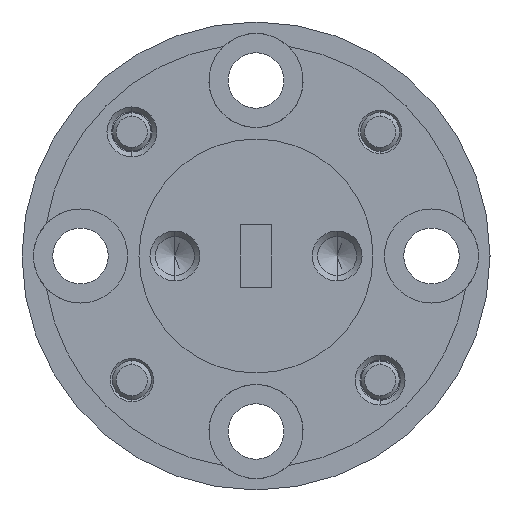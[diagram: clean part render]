
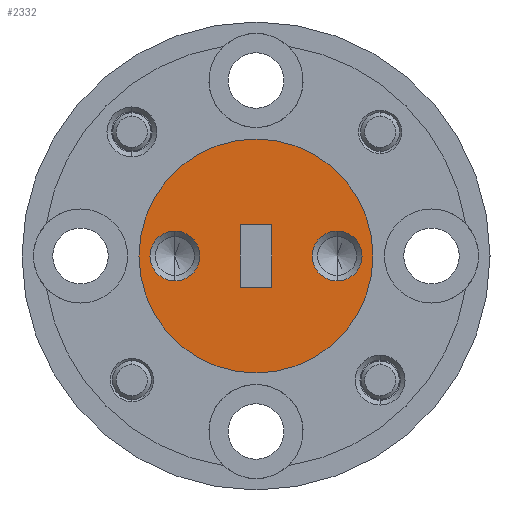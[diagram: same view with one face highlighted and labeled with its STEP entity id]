
A CAD part, left-side view. The second image highlights one B-rep face of the part: STEP entity #2332.
In plain terms, the highlighted planar face has unit normal (-1, 0, 0).
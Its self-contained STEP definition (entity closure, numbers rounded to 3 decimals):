
#23 = EDGE_CURVE ( 'NONE', #2758, #2415, #3707, .T. ) ;
#35 = CARTESIAN_POINT ( 'NONE',  ( 0., 0., 4.763 ) ) ;
#95 = DIRECTION ( 'NONE',  ( -1., 0., 0. ) ) ;
#135 = CIRCLE ( 'NONE', #2873, 4.763 ) ;
#155 = AXIS2_PLACEMENT_3D ( 'NONE', #895, #95, #2031 ) ;
#199 = AXIS2_PLACEMENT_3D ( 'NONE', #803, #3856, #3931 ) ;
#213 = DIRECTION ( 'NONE',  ( 0., 0., 1. ) ) ;
#235 = CARTESIAN_POINT ( 'NONE',  ( 0., -0.635, 1.27 ) ) ;
#255 = CARTESIAN_POINT ( 'NONE',  ( 0., 0.635, 1.27 ) ) ;
#312 = AXIS2_PLACEMENT_3D ( 'NONE', #3628, #4003, #551 ) ;
#337 = CARTESIAN_POINT ( 'NONE',  ( 0., 0., 0. ) ) ;
#363 = VERTEX_POINT ( 'NONE', #35 ) ;
#451 = EDGE_CURVE ( 'NONE', #2415, #1266, #3532, .T. ) ;
#521 = EDGE_CURVE ( 'NONE', #1119, #3965, #1804, .T. ) ;
#537 = CIRCLE ( 'NONE', #621, 1.016 ) ;
#551 = DIRECTION ( 'NONE',  ( 0., 0., 1. ) ) ;
#621 = AXIS2_PLACEMENT_3D ( 'NONE', #3548, #2745, #2339 ) ;
#679 = AXIS2_PLACEMENT_3D ( 'NONE', #2878, #2904, #213 ) ;
#778 = PLANE ( 'NONE',  #199 ) ;
#803 = CARTESIAN_POINT ( 'NONE',  ( 0., 0., 0. ) ) ;
#809 = ORIENTED_EDGE ( 'NONE', *, *, #1783, .F. ) ;
#832 = VERTEX_POINT ( 'NONE', #4025 ) ;
#895 = CARTESIAN_POINT ( 'NONE',  ( 0., 3.302, 0. ) ) ;
#1086 = DIRECTION ( 'NONE',  ( -1., 0., 0. ) ) ;
#1109 = LINE ( 'NONE', #235, #2102 ) ;
#1119 = VERTEX_POINT ( 'NONE', #2967 ) ;
#1142 = ORIENTED_EDGE ( 'NONE', *, *, #2519, .F. ) ;
#1143 = ORIENTED_EDGE ( 'NONE', *, *, #521, .F. ) ;
#1266 = VERTEX_POINT ( 'NONE', #3984 ) ;
#1341 = DIRECTION ( 'NONE',  ( 0., 0., 1. ) ) ;
#1352 = CIRCLE ( 'NONE', #312, 4.763 ) ;
#1421 = VERTEX_POINT ( 'NONE', #3686 ) ;
#1531 = EDGE_CURVE ( 'NONE', #1421, #4269, #3916, .T. ) ;
#1583 = EDGE_CURVE ( 'NONE', #4611, #363, #135, .T. ) ;
#1616 = FACE_BOUND ( 'NONE', #4443, .T. ) ;
#1690 = DIRECTION ( 'NONE',  ( 0., 0., 1. ) ) ;
#1752 = ORIENTED_EDGE ( 'NONE', *, *, #1583, .T. ) ;
#1783 = EDGE_CURVE ( 'NONE', #3965, #1119, #537, .T. ) ;
#1804 = CIRCLE ( 'NONE', #679, 1.016 ) ;
#1818 = DIRECTION ( 'NONE',  ( 0., 0., 1. ) ) ;
#1852 = EDGE_LOOP ( 'NONE', ( #1142, #2340, #3749, #4806 ) ) ;
#2031 = DIRECTION ( 'NONE',  ( 0., 0., 1. ) ) ;
#2102 = VECTOR ( 'NONE', #4457, 1000. ) ;
#2137 = CARTESIAN_POINT ( 'NONE',  ( 0., -0.635, 1.27 ) ) ;
#2180 = EDGE_LOOP ( 'NONE', ( #809, #1143 ) ) ;
#2322 = CIRCLE ( 'NONE', #155, 1.016 ) ;
#2332 = ADVANCED_FACE ( 'NONE', ( #1616, #4234, #4329, #2747 ), #778, .F. ) ;
#2339 = DIRECTION ( 'NONE',  ( 0., 0., 1. ) ) ;
#2340 = ORIENTED_EDGE ( 'NONE', *, *, #451, .F. ) ;
#2415 = VERTEX_POINT ( 'NONE', #3250 ) ;
#2519 = EDGE_CURVE ( 'NONE', #1266, #832, #2820, .T. ) ;
#2523 = DIRECTION ( 'NONE',  ( -1., 0., 0. ) ) ;
#2745 = DIRECTION ( 'NONE',  ( -1., 0., 0. ) ) ;
#2747 = FACE_OUTER_BOUND ( 'NONE', #3451, .T. ) ;
#2758 = VERTEX_POINT ( 'NONE', #3069 ) ;
#2820 = LINE ( 'NONE', #2137, #4062 ) ;
#2873 = AXIS2_PLACEMENT_3D ( 'NONE', #337, #1086, #1818 ) ;
#2878 = CARTESIAN_POINT ( 'NONE',  ( 0., -3.302, 0. ) ) ;
#2904 = DIRECTION ( 'NONE',  ( -1., 0., 0. ) ) ;
#2967 = CARTESIAN_POINT ( 'NONE',  ( 0., -3.302, -1.016 ) ) ;
#2985 = ORIENTED_EDGE ( 'NONE', *, *, #3202, .F. ) ;
#3069 = CARTESIAN_POINT ( 'NONE',  ( 0., 0.635, 1.27 ) ) ;
#3134 = DIRECTION ( 'NONE',  ( 0., -1., 0. ) ) ;
#3202 = EDGE_CURVE ( 'NONE', #4269, #1421, #2322, .T. ) ;
#3230 = EDGE_CURVE ( 'NONE', #363, #4611, #1352, .T. ) ;
#3250 = CARTESIAN_POINT ( 'NONE',  ( 0., 0.635, -1.27 ) ) ;
#3302 = DIRECTION ( 'NONE',  ( 0., 0., -1. ) ) ;
#3451 = EDGE_LOOP ( 'NONE', ( #4733, #1752 ) ) ;
#3532 = LINE ( 'NONE', #3556, #4469 ) ;
#3548 = CARTESIAN_POINT ( 'NONE',  ( 0., -3.302, 0. ) ) ;
#3556 = CARTESIAN_POINT ( 'NONE',  ( 0., -0.635, -1.27 ) ) ;
#3628 = CARTESIAN_POINT ( 'NONE',  ( 0., 0., 0. ) ) ;
#3686 = CARTESIAN_POINT ( 'NONE',  ( 0., 3.302, -1.016 ) ) ;
#3707 = LINE ( 'NONE', #255, #3731 ) ;
#3731 = VECTOR ( 'NONE', #3302, 1000. ) ;
#3749 = ORIENTED_EDGE ( 'NONE', *, *, #23, .F. ) ;
#3856 = DIRECTION ( 'NONE',  ( 1., 0., 0. ) ) ;
#3916 = CIRCLE ( 'NONE', #3997, 1.016 ) ;
#3931 = DIRECTION ( 'NONE',  ( 0., 0., -1. ) ) ;
#3965 = VERTEX_POINT ( 'NONE', #4729 ) ;
#3984 = CARTESIAN_POINT ( 'NONE',  ( 0., -0.635, -1.27 ) ) ;
#3997 = AXIS2_PLACEMENT_3D ( 'NONE', #4489, #2523, #1341 ) ;
#4003 = DIRECTION ( 'NONE',  ( -1., 0., 0. ) ) ;
#4025 = CARTESIAN_POINT ( 'NONE',  ( 0., -0.635, 1.27 ) ) ;
#4062 = VECTOR ( 'NONE', #1690, 1000. ) ;
#4080 = CARTESIAN_POINT ( 'NONE',  ( 0., 0., -4.763 ) ) ;
#4125 = EDGE_CURVE ( 'NONE', #832, #2758, #1109, .T. ) ;
#4234 = FACE_BOUND ( 'NONE', #2180, .T. ) ;
#4269 = VERTEX_POINT ( 'NONE', #4971 ) ;
#4329 = FACE_BOUND ( 'NONE', #1852, .T. ) ;
#4360 = ORIENTED_EDGE ( 'NONE', *, *, #1531, .F. ) ;
#4443 = EDGE_LOOP ( 'NONE', ( #2985, #4360 ) ) ;
#4457 = DIRECTION ( 'NONE',  ( 0., 1., 0. ) ) ;
#4469 = VECTOR ( 'NONE', #3134, 1000. ) ;
#4489 = CARTESIAN_POINT ( 'NONE',  ( 0., 3.302, 0. ) ) ;
#4611 = VERTEX_POINT ( 'NONE', #4080 ) ;
#4729 = CARTESIAN_POINT ( 'NONE',  ( 0., -3.302, 1.016 ) ) ;
#4733 = ORIENTED_EDGE ( 'NONE', *, *, #3230, .T. ) ;
#4806 = ORIENTED_EDGE ( 'NONE', *, *, #4125, .F. ) ;
#4971 = CARTESIAN_POINT ( 'NONE',  ( 0., 3.302, 1.016 ) ) ;
